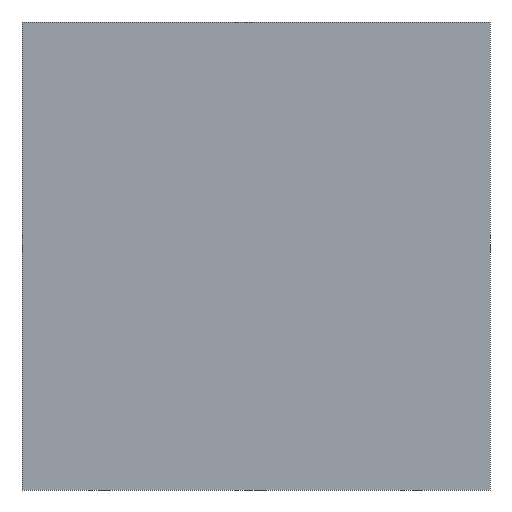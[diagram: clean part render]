
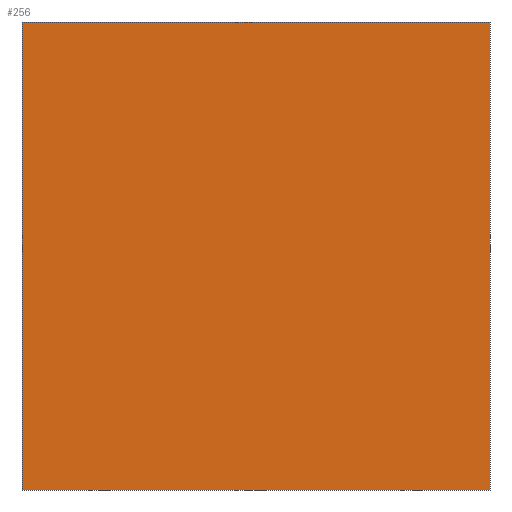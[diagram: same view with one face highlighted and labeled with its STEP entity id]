
A CAD part, left-side view. The second image highlights one B-rep face of the part: STEP entity #256.
In plain terms, the highlighted planar face has unit normal (-1, 0, 0).
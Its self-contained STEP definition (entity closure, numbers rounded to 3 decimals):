
#32=PLANE('',#300);
#50=FACE_OUTER_BOUND('',#74,.T.);
#74=EDGE_LOOP('',(#229,#230,#231,#232));
#81=LINE('',#411,#99);
#82=LINE('',#414,#100);
#91=LINE('',#446,#109);
#92=LINE('',#448,#110);
#99=VECTOR('',#335,10.);
#100=VECTOR('',#338,10.);
#109=VECTOR('',#375,10.);
#110=VECTOR('',#378,10.);
#130=VERTEX_POINT('',#405);
#132=VERTEX_POINT('',#409);
#133=VERTEX_POINT('',#413);
#142=VERTEX_POINT('',#444);
#155=EDGE_CURVE('',#130,#132,#81,.T.);
#156=EDGE_CURVE('',#133,#130,#82,.T.);
#171=EDGE_CURVE('',#142,#133,#91,.T.);
#172=EDGE_CURVE('',#142,#132,#92,.T.);
#229=ORIENTED_EDGE('',*,*,#172,.F.);
#230=ORIENTED_EDGE('',*,*,#171,.T.);
#231=ORIENTED_EDGE('',*,*,#156,.T.);
#232=ORIENTED_EDGE('',*,*,#155,.T.);
#256=ADVANCED_FACE('',(#50),#32,.T.);
#300=AXIS2_PLACEMENT_3D('',#449,#379,#380);
#335=DIRECTION('',(0.,1.,0.));
#338=DIRECTION('',(0.,0.,1.));
#375=DIRECTION('',(0.,-1.,0.));
#378=DIRECTION('',(0.,0.,1.));
#379=DIRECTION('center_axis',(-1.,0.,0.));
#380=DIRECTION('ref_axis',(0.,0.,1.));
#405=CARTESIAN_POINT('',(-5.,0.,150.));
#409=CARTESIAN_POINT('',(-5.,150.,150.));
#411=CARTESIAN_POINT('',(-5.,112.5,150.));
#413=CARTESIAN_POINT('',(-5.,0.,0.));
#414=CARTESIAN_POINT('',(-5.,0.,85.719));
#444=CARTESIAN_POINT('',(-5.,150.,0.));
#446=CARTESIAN_POINT('',(-5.,0.,0.));
#448=CARTESIAN_POINT('',(-5.,150.,87.719));
#449=CARTESIAN_POINT('Origin',(-5.,75.,76.36));
